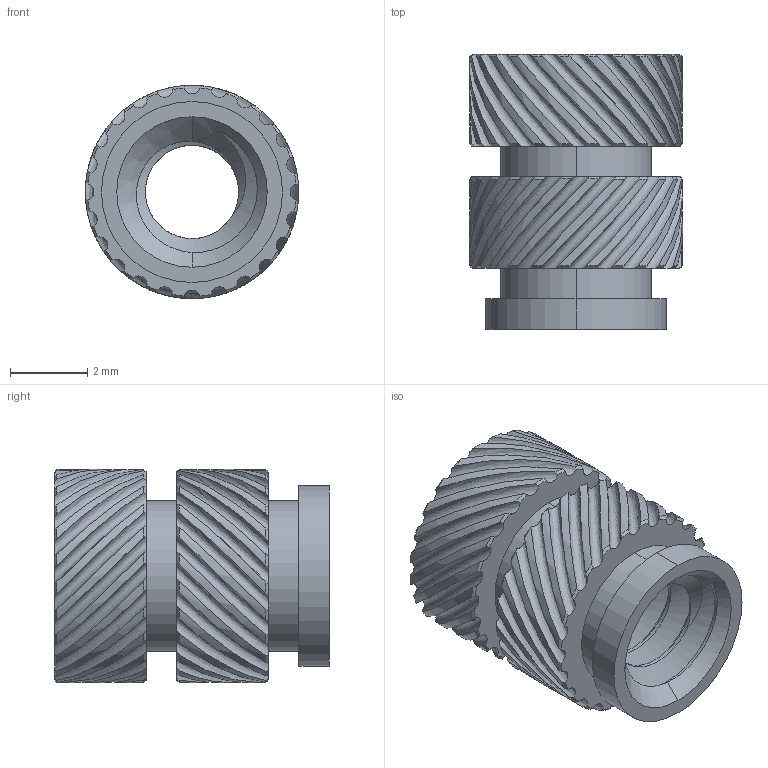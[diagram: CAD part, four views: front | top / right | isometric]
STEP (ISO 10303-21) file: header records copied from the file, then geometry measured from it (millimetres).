
FILE_DESCRIPTION (( 'STEP AP203' ), '1' );
FILE_NAME ('94459A290.STEP', '2018-05-15T13:56:34', ( '' ), ( '' ), 'SwSTEP 2.0', 'SolidWorks 2014', '' );
FILE_SCHEMA (( 'CONFIG_CONTROL_DESIGN' ));
Length unit declared in the file: inch
Products named in the file (1): 94459A290
Bounding box: 5.54 x 7.14 x 5.54 mm (x, y, z)
Volume: 86 mm3; surface area: 319.2 mm2
Topology: 1 solids, 1 shells, 236 faces, 692 edges, 462 vertices
Faces by surface type: cone 101, cylinder 78, bspline 51, plane 6
Entity records: 16099 total; most frequent: CARTESIAN_POINT 10660, ORIENTED_EDGE 1384, DIRECTION 924, EDGE_CURVE 692, VERTEX_POINT 462, AXIS2_PLACEMENT_3D 445, CIRCLE 259, EDGE_LOOP 242
